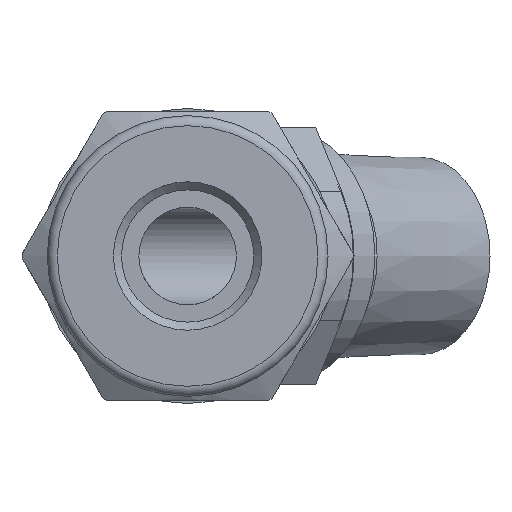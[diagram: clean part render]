
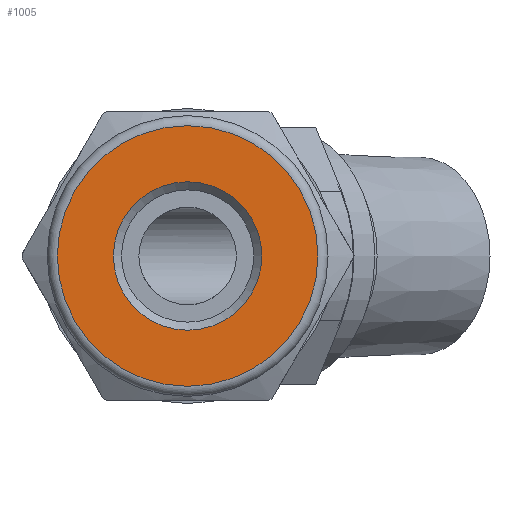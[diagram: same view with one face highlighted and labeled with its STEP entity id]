
A CAD part, left-side view. The second image highlights one B-rep face of the part: STEP entity #1005.
In plain terms, the highlighted planar face has unit normal (-1, 0, 0).
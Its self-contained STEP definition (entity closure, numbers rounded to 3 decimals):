
#30=FACE_BOUND('',#222,.T.);
#92=CIRCLE('',#1119,3.675);
#93=CIRCLE('',#1121,6.45);
#154=FACE_OUTER_BOUND('',#221,.T.);
#221=EDGE_LOOP('',(#770));
#222=EDGE_LOOP('',(#771));
#463=VERTEX_POINT('',#1680);
#464=VERTEX_POINT('',#1684);
#578=EDGE_CURVE('',#463,#463,#92,.T.);
#579=EDGE_CURVE('',#464,#464,#93,.T.);
#770=ORIENTED_EDGE('',*,*,#579,.F.);
#771=ORIENTED_EDGE('',*,*,#578,.T.);
#962=PLANE('',#1120);
#1005=ADVANCED_FACE('',(#154,#30),#962,.T.);
#1119=AXIS2_PLACEMENT_3D('',#1682,#1328,#1329);
#1120=AXIS2_PLACEMENT_3D('',#1683,#1330,#1331);
#1121=AXIS2_PLACEMENT_3D('',#1685,#1332,#1333);
#1328=DIRECTION('center_axis',(1.,0.,0.));
#1329=DIRECTION('ref_axis',(0.,0.,-1.));
#1330=DIRECTION('center_axis',(-1.,0.,0.));
#1331=DIRECTION('ref_axis',(0.,0.,1.));
#1332=DIRECTION('center_axis',(1.,0.,0.));
#1333=DIRECTION('ref_axis',(0.,0.,-1.));
#1680=CARTESIAN_POINT('',(0.005,-3.675,0.));
#1682=CARTESIAN_POINT('Origin',(0.005,0.,
0.));
#1683=CARTESIAN_POINT('Origin',(0.005,6.45,0.));
#1684=CARTESIAN_POINT('',(0.005,0.,6.45));
#1685=CARTESIAN_POINT('Origin',(0.005,0.,
0.));
